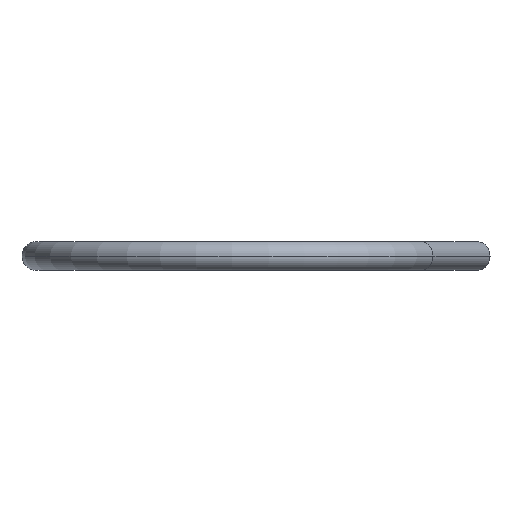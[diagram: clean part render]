
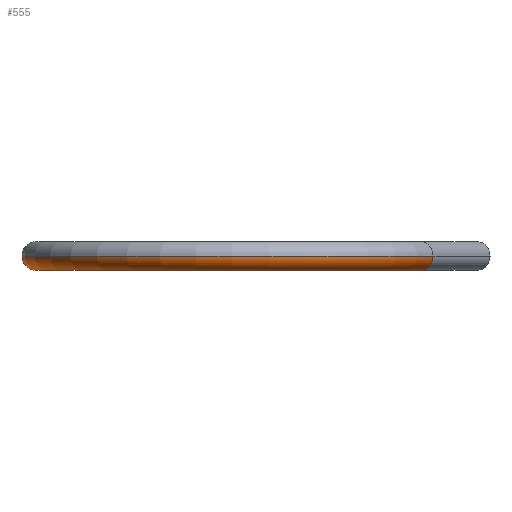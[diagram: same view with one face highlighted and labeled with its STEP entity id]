
A CAD part, front view. The second image highlights one B-rep face of the part: STEP entity #555.
In plain terms, the highlighted toroidal (fillet/blend) face has major radius 20.5 mm and minor radius 1.5 mm.
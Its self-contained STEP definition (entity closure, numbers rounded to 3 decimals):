
#68 = AXIS2_PLACEMENT_3D ( 'NONE', #274, #751, #328 ) ;
#84 = DIRECTION ( 'NONE',  ( 0., 0., -1. ) ) ;
#100 = VERTEX_POINT ( 'NONE', #307 ) ;
#109 = ORIENTED_EDGE ( 'NONE', *, *, #226, .F. ) ;
#120 = AXIS2_PLACEMENT_3D ( 'NONE', #335, #746, #569 ) ;
#142 = AXIS2_PLACEMENT_3D ( 'NONE', #378, #384, #622 ) ;
#147 = DIRECTION ( 'NONE',  ( -1., 0., 0. ) ) ;
#155 = CARTESIAN_POINT ( 'NONE',  ( 20.518, -57.937, 0. ) ) ;
#164 = ORIENTED_EDGE ( 'NONE', *, *, #279, .T. ) ;
#168 = EDGE_CURVE ( 'NONE', #296, #424, #339, .T. ) ;
#205 = EDGE_LOOP ( 'NONE', ( #325, #238, #164, #109 ) ) ;
#226 = EDGE_CURVE ( 'NONE', #100, #280, #689, .T. ) ;
#238 = ORIENTED_EDGE ( 'NONE', *, *, #168, .T. ) ;
#274 = CARTESIAN_POINT ( 'NONE',  ( 19.119, -57.396, 0. ) ) ;
#275 = EDGE_CURVE ( 'NONE', #296, #100, #310, .T. ) ;
#279 = EDGE_CURVE ( 'NONE', #424, #280, #600, .T. ) ;
#280 = VERTEX_POINT ( 'NONE', #517 ) ;
#290 = DIRECTION ( 'NONE',  ( 0., 0., -1. ) ) ;
#296 = VERTEX_POINT ( 'NONE', #155 ) ;
#307 = CARTESIAN_POINT ( 'NONE',  ( 17.721, -56.854, 0. ) ) ;
#310 = CIRCLE ( 'NONE', #68, 1.5 ) ;
#325 = ORIENTED_EDGE ( 'NONE', *, *, #275, .F. ) ;
#328 = DIRECTION ( 'NONE',  ( -0.933, 0.361, 0. ) ) ;
#335 = CARTESIAN_POINT ( 'NONE',  ( -20.5, -50., 0. ) ) ;
#339 = CIRCLE ( 'NONE', #142, 22. ) ;
#353 = CARTESIAN_POINT ( 'NONE',  ( 0., -50., 0. ) ) ;
#356 = AXIS2_PLACEMENT_3D ( 'NONE', #692, #84, #147 ) ;
#362 = CARTESIAN_POINT ( 'NONE',  ( -22., -50., 0. ) ) ;
#378 = CARTESIAN_POINT ( 'NONE',  ( 0., -50., 0. ) ) ;
#384 = DIRECTION ( 'NONE',  ( 0., 0., -1. ) ) ;
#403 = FACE_OUTER_BOUND ( 'NONE', #205, .T. ) ;
#424 = VERTEX_POINT ( 'NONE', #362 ) ;
#517 = CARTESIAN_POINT ( 'NONE',  ( -19., -50., 0. ) ) ;
#535 = DIRECTION ( 'NONE',  ( -1., 0., 0. ) ) ;
#555 = ADVANCED_FACE ( 'NONE', ( #403 ), #707, .T. ) ;
#569 = DIRECTION ( 'NONE',  ( 0., 0., -1. ) ) ;
#600 = CIRCLE ( 'NONE', #120, 1.5 ) ;
#622 = DIRECTION ( 'NONE',  ( -1., 0., 0. ) ) ;
#648 = AXIS2_PLACEMENT_3D ( 'NONE', #353, #290, #535 ) ;
#689 = CIRCLE ( 'NONE', #356, 19. ) ;
#692 = CARTESIAN_POINT ( 'NONE',  ( 0., -50., 0. ) ) ;
#707 = TOROIDAL_SURFACE ( 'NONE', #648, 20.5, 1.5 ) ;
#746 = DIRECTION ( 'NONE',  ( 0., -1., 0. ) ) ;
#751 = DIRECTION ( 'NONE',  ( 0.361, 0.933, 0. ) ) ;
